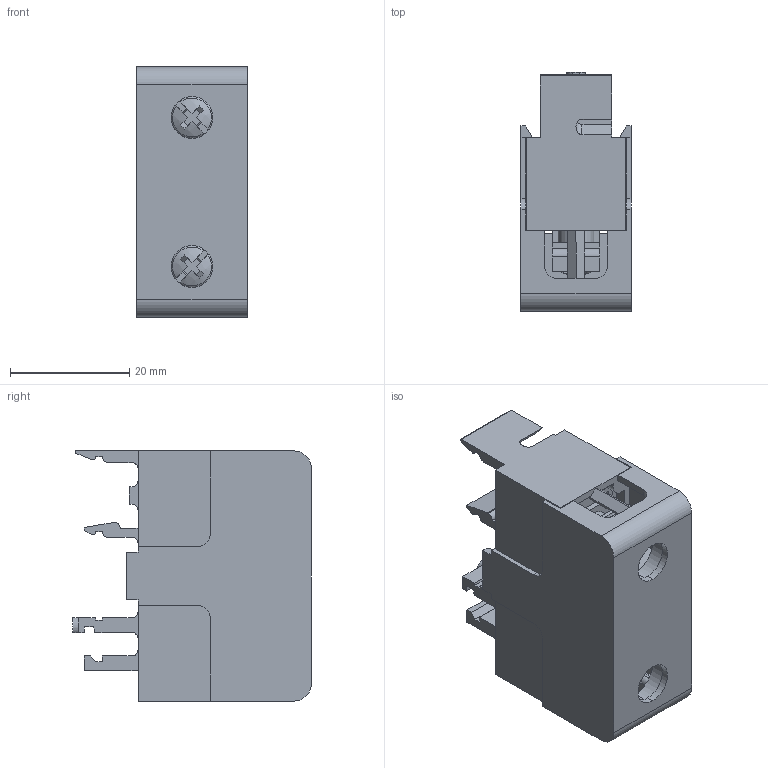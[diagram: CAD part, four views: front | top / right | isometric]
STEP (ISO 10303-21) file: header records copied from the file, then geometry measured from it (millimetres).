
FILE_DESCRIPTION (( 'STEP AP203' ), '1' );
FILE_NAME ('8560_51.STEP', '2014-02-08T11:15:46', ( 'Admin' ), ( 'R. STAHL AG' ), 'SwSTEP 2.0', 'SolidWorks 2013', '' );
FILE_SCHEMA (( 'CONFIG_CONTROL_DESIGN' ));
Length unit declared in the file: millimetre
Products named in the file (11): 510_616_0; 85_609_01_14_0; 85_609_01_44_0; 509_603_0; 509_603_1; Verguss1^85_602_01_90_0; 85_609_03_04_0; 8560_51; 85_609_01_92_0_85_609_01_92_0; 511_680_0
Assembly tree (14 placements, depth 3):
  8560_51
    85_609_03_04_0
    85_609_01_92_0_85_609_01_92_0  x2
    511_680_0  x2
    510_616_0
    85_609_01_14_0
    85_609_01_44_0  x2
    509_603_0  x2
      509_603_0
      509_603_1
    Verguss1^85_602_01_90_0
Bounding box: 18.5 x 40.1 x 42 mm (x, y, z)
Volume: 14669.1 mm3; surface area: 21785.7 mm2
Topology: 16 solids, 16 shells, 946 faces, 2496 edges, 1608 vertices
Faces by surface type: plane 612, cylinder 208, bspline 50, cone 42, torus 30, sphere 4
Entity records: 29663 total; most frequent: CARTESIAN_POINT 7922, ORIENTED_EDGE 4410, DIRECTION 4014, EDGE_CURVE 2205, LINE 1606, VECTOR 1606, VERTEX_POINT 1432, AXIS2_PLACEMENT_3D 1204
